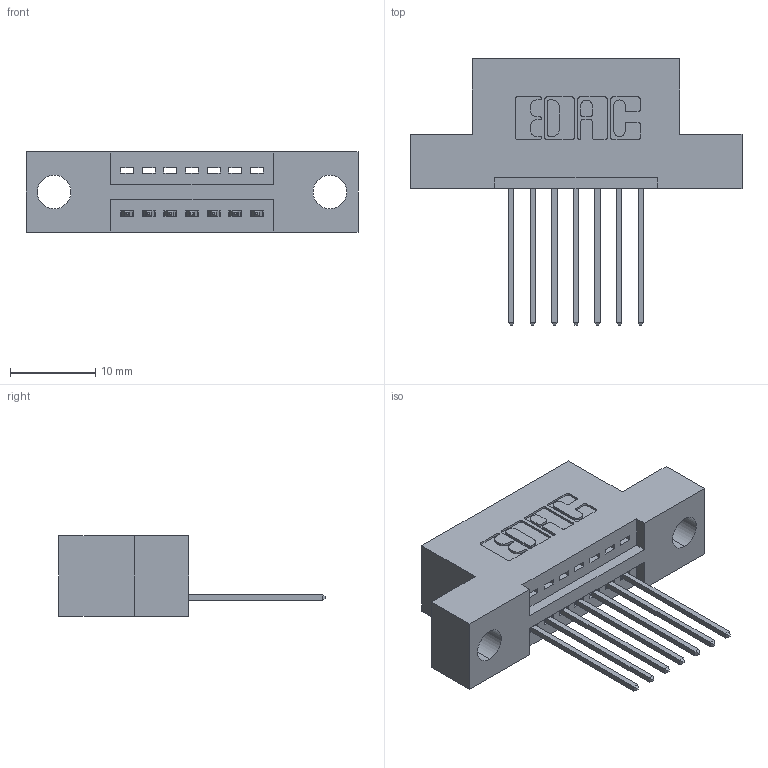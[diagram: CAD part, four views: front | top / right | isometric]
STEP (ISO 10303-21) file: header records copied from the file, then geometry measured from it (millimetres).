
FILE_DESCRIPTION (( 'STEP AP203' ), '1' );
FILE_NAME ('395-007-542-104.STEP', '2021-05-31T14:10:29', ( '' ), ( '' ), 'SwSTEP 2.0', 'SolidWorks 2020', '' );
FILE_SCHEMA (( 'CONFIG_CONTROL_DESIGN' ));
Length unit declared in the file: inch
Products named in the file (3): 395-007-542-104; 345 Part_Flush Mounting Lugs - 0.156 Dia-TI; 345-292-001_345-293-142
Assembly tree (8 placements, depth 2):
  395-007-542-104
    345 Part_Flush Mounting Lugs - 0.156 Dia-TI
    345-292-001_345-293-142  x7
Bounding box: 38.99 x 31.29 x 9.4 mm (x, y, z)
Volume: 3326.1 mm3; surface area: 3885.4 mm2
Topology: 8 solids, 8 shells, 546 faces, 1609 edges, 1062 vertices
Faces by surface type: plane 374, cylinder 172
Entity records: 10417 total; most frequent: CARTESIAN_POINT 1815, ORIENTED_EDGE 1754, DIRECTION 1635, EDGE_CURVE 877, LINE 717, VECTOR 717, VERTEX_POINT 582, AXIS2_PLACEMENT_3D 459
